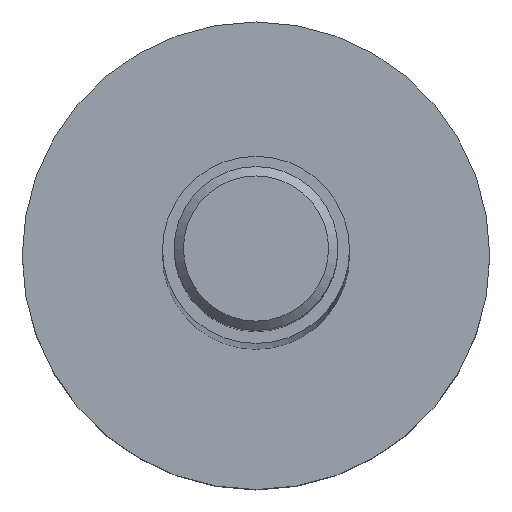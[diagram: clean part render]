
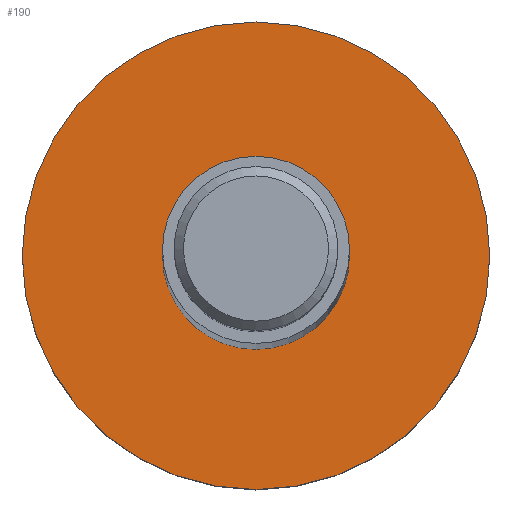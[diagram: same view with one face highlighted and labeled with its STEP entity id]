
A CAD part, top view. The second image highlights one B-rep face of the part: STEP entity #190.
In plain terms, the highlighted planar face has unit normal (0, 0, 1).
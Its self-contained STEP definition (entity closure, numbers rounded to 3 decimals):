
#15=FACE_BOUND('',#45,.T.);
#18=PLANE('',#241);
#33=FACE_OUTER_BOUND('',#44,.T.);
#44=EDGE_LOOP('',(#166,#167));
#45=EDGE_LOOP('',(#168,#169));
#76=CIRCLE('',#232,2.);
#79=CIRCLE('',#235,2.);
#81=CIRCLE('',#238,5.);
#82=CIRCLE('',#239,5.);
#96=VERTEX_POINT('',#350);
#97=VERTEX_POINT('',#351);
#102=VERTEX_POINT('',#363);
#103=VERTEX_POINT('',#365);
#120=EDGE_CURVE('',#96,#97,#76,.T.);
#124=EDGE_CURVE('',#97,#96,#79,.T.);
#127=EDGE_CURVE('',#103,#102,#81,.T.);
#128=EDGE_CURVE('',#102,#103,#82,.T.);
#166=ORIENTED_EDGE('',*,*,#127,.T.);
#167=ORIENTED_EDGE('',*,*,#128,.T.);
#168=ORIENTED_EDGE('',*,*,#120,.F.);
#169=ORIENTED_EDGE('',*,*,#124,.F.);
#190=ADVANCED_FACE('',(#33,#15),#18,.T.);
#232=AXIS2_PLACEMENT_3D('',#352,#286,#287);
#235=AXIS2_PLACEMENT_3D('',#358,#293,#294);
#238=AXIS2_PLACEMENT_3D('',#366,#300,#301);
#239=AXIS2_PLACEMENT_3D('',#367,#302,#303);
#241=AXIS2_PLACEMENT_3D('',#369,#306,#307);
#286=DIRECTION('center_axis',(0.,0.,1.));
#287=DIRECTION('ref_axis',(1.,0.,0.));
#293=DIRECTION('center_axis',(0.,0.,1.));
#294=DIRECTION('ref_axis',(1.,0.,0.));
#300=DIRECTION('center_axis',(0.,0.,1.));
#301=DIRECTION('ref_axis',(1.,0.,0.));
#302=DIRECTION('center_axis',(0.,0.,1.));
#303=DIRECTION('ref_axis',(1.,0.,0.));
#306=DIRECTION('center_axis',(0.,0.,1.));
#307=DIRECTION('ref_axis',(1.,0.,0.));
#350=CARTESIAN_POINT('',(-2.,0.,2.5));
#351=CARTESIAN_POINT('',(2.,0.,2.5));
#352=CARTESIAN_POINT('Origin',(0.,0.,2.5));
#358=CARTESIAN_POINT('Origin',(0.,0.,2.5));
#363=CARTESIAN_POINT('',(5.,0.,2.5));
#365=CARTESIAN_POINT('',(-5.,0.,2.5));
#366=CARTESIAN_POINT('Origin',(0.,0.,2.5));
#367=CARTESIAN_POINT('Origin',(0.,0.,2.5));
#369=CARTESIAN_POINT('Origin',(0.,0.,2.5));
